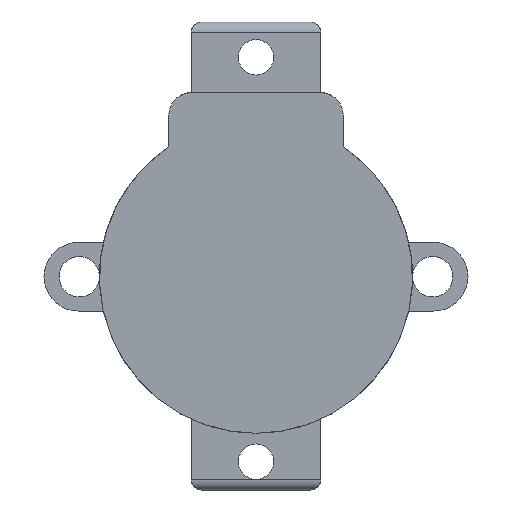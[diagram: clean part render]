
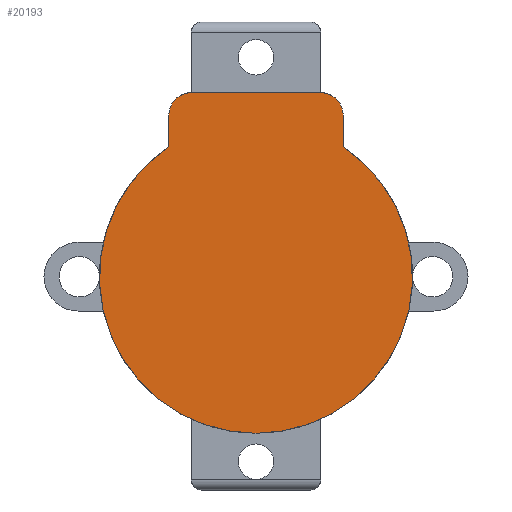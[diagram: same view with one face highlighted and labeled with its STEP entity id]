
A CAD part, front view. The second image highlights one B-rep face of the part: STEP entity #20193.
In plain terms, the highlighted planar face has unit normal (0, -1, 0).
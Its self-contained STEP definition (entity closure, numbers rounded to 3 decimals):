
#518 = VERTEX_POINT ( 'NONE', #8913 ) ;
#682 = CARTESIAN_POINT ( 'NONE',  ( 0., -1.5, -15.5 ) ) ;
#1023 = EDGE_CURVE ( 'NONE', #11471, #518, #2333, .T. ) ;
#1078 = CARTESIAN_POINT ( 'NONE',  ( -6.4, -1.5, 16. ) ) ;
#1549 = CIRCLE ( 'NONE', #17774, 15.5 ) ;
#1802 = CIRCLE ( 'NONE', #5338, 15.5 ) ;
#2034 = DIRECTION ( 'NONE',  ( 0., -1., 0. ) ) ;
#2060 = CARTESIAN_POINT ( 'NONE',  ( -8.63, -1.5, 12.875 ) ) ;
#2333 = LINE ( 'NONE', #12505, #7301 ) ;
#3622 = CARTESIAN_POINT ( 'NONE',  ( 6.4, -1.5, 18.23 ) ) ;
#4110 = DIRECTION ( 'NONE',  ( 0., -1., 0. ) ) ;
#5000 = AXIS2_PLACEMENT_3D ( 'NONE', #15611, #2034, #20373 ) ;
#5338 = AXIS2_PLACEMENT_3D ( 'NONE', #15473, #4110, #17460 ) ;
#5455 = VERTEX_POINT ( 'NONE', #682 ) ;
#5493 = EDGE_CURVE ( 'NONE', #5455, #11471, #1549, .T. ) ;
#5521 = ORIENTED_EDGE ( 'NONE', *, *, #12493, .T. ) ;
#5999 = ORIENTED_EDGE ( 'NONE', *, *, #11005, .T. ) ;
#6321 = DIRECTION ( 'NONE',  ( 0., -1., 0. ) ) ;
#6409 = ORIENTED_EDGE ( 'NONE', *, *, #15634, .T. ) ;
#6718 = CIRCLE ( 'NONE', #19413, 2.23 ) ;
#7301 = VECTOR ( 'NONE', #7534, 1000. ) ;
#7534 = DIRECTION ( 'NONE',  ( 0., 0., 1. ) ) ;
#7609 = DIRECTION ( 'NONE',  ( 0., 0., -1. ) ) ;
#8056 = DIRECTION ( 'NONE',  ( 0., 0., -1. ) ) ;
#8176 = DIRECTION ( 'NONE',  ( 0., -1., 0. ) ) ;
#8913 = CARTESIAN_POINT ( 'NONE',  ( 8.63, -1.5, 16. ) ) ;
#9046 = AXIS2_PLACEMENT_3D ( 'NONE', #21435, #6321, #21540 ) ;
#9364 = DIRECTION ( 'NONE',  ( 0., -1., 0. ) ) ;
#9461 = VERTEX_POINT ( 'NONE', #2060 ) ;
#9694 = CARTESIAN_POINT ( 'NONE',  ( -8.63, -1.5, 16. ) ) ;
#9929 = CARTESIAN_POINT ( 'NONE',  ( 0., -1.5, 0. ) ) ;
#10246 = ORIENTED_EDGE ( 'NONE', *, *, #21449, .T. ) ;
#11005 = EDGE_CURVE ( 'NONE', #9461, #5455, #1802, .T. ) ;
#11471 = VERTEX_POINT ( 'NONE', #17548 ) ;
#11578 = DIRECTION ( 'NONE',  ( -1., 0., 0. ) ) ;
#11596 = PLANE ( 'NONE',  #9046 ) ;
#11756 = VERTEX_POINT ( 'NONE', #3622 ) ;
#12190 = VECTOR ( 'NONE', #11578, 1000. ) ;
#12493 = EDGE_CURVE ( 'NONE', #17395, #13144, #6718, .T. ) ;
#12505 = CARTESIAN_POINT ( 'NONE',  ( 8.63, -1.5, 12.875 ) ) ;
#12776 = ORIENTED_EDGE ( 'NONE', *, *, #1023, .T. ) ;
#13144 = VERTEX_POINT ( 'NONE', #21121 ) ;
#13240 = LINE ( 'NONE', #21726, #12190 ) ;
#13501 = CARTESIAN_POINT ( 'NONE',  ( -6.4, -1.5, 18.23 ) ) ;
#14800 = FACE_OUTER_BOUND ( 'NONE', #15573, .T. ) ;
#15473 = CARTESIAN_POINT ( 'NONE',  ( 0., -1.5, 0. ) ) ;
#15573 = EDGE_LOOP ( 'NONE', ( #5999, #17252, #12776, #6409, #10246, #5521, #17938 ) ) ;
#15611 = CARTESIAN_POINT ( 'NONE',  ( 6.4, -1.5, 16. ) ) ;
#15634 = EDGE_CURVE ( 'NONE', #518, #11756, #16292, .T. ) ;
#15875 = DIRECTION ( 'NONE',  ( 0., 0., -1. ) ) ;
#15986 = EDGE_CURVE ( 'NONE', #13144, #9461, #21303, .T. ) ;
#16292 = CIRCLE ( 'NONE', #5000, 2.23 ) ;
#17252 = ORIENTED_EDGE ( 'NONE', *, *, #5493, .T. ) ;
#17395 = VERTEX_POINT ( 'NONE', #13501 ) ;
#17460 = DIRECTION ( 'NONE',  ( 0., 0., -1. ) ) ;
#17548 = CARTESIAN_POINT ( 'NONE',  ( 8.63, -1.5, 12.875 ) ) ;
#17774 = AXIS2_PLACEMENT_3D ( 'NONE', #9929, #8176, #8056 ) ;
#17938 = ORIENTED_EDGE ( 'NONE', *, *, #15986, .T. ) ;
#19055 = VECTOR ( 'NONE', #7609, 1000. ) ;
#19413 = AXIS2_PLACEMENT_3D ( 'NONE', #1078, #9364, #15875 ) ;
#20193 = ADVANCED_FACE ( 'NONE', ( #14800 ), #11596, .T. ) ;
#20373 = DIRECTION ( 'NONE',  ( 0., 0., -1. ) ) ;
#21121 = CARTESIAN_POINT ( 'NONE',  ( -8.63, -1.5, 16. ) ) ;
#21303 = LINE ( 'NONE', #9694, #19055 ) ;
#21435 = CARTESIAN_POINT ( 'NONE',  ( 0., -1.5, 0. ) ) ;
#21449 = EDGE_CURVE ( 'NONE', #11756, #17395, #13240, .T. ) ;
#21540 = DIRECTION ( 'NONE',  ( 0., 0., -1. ) ) ;
#21726 = CARTESIAN_POINT ( 'NONE',  ( 6.4, -1.5, 18.23 ) ) ;
